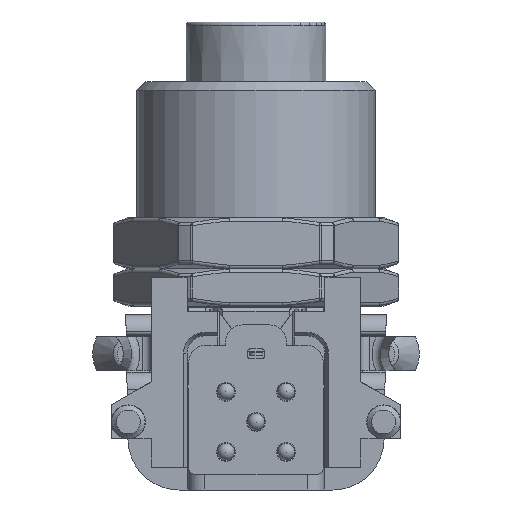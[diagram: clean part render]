
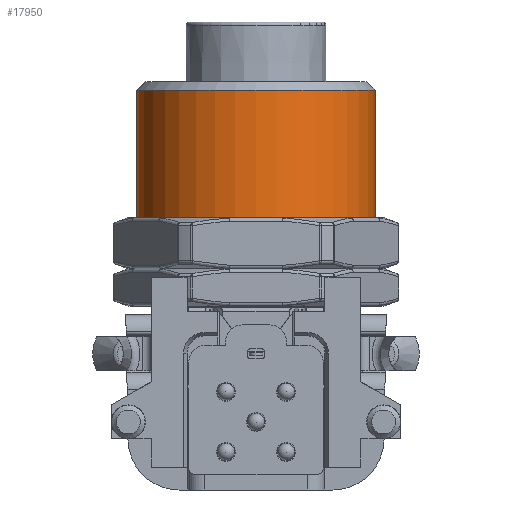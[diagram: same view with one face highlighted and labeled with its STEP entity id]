
A CAD part, front view. The second image highlights one B-rep face of the part: STEP entity #17950.
In plain terms, the highlighted cylindrical face has radius 7 mm (diameter 14 mm), a full revolution.
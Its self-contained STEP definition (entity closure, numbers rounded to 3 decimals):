
#3972=CYLINDRICAL_SURFACE('',#19508,7.);
#6224=ORIENTED_EDGE('',*,*,#10548,.F.);
#6225=ORIENTED_EDGE('',*,*,#10549,.T.);
#10548=EDGE_CURVE('',#12886,#12886,#14138,.T.);
#10549=EDGE_CURVE('',#12887,#12887,#14139,.T.);
#12886=VERTEX_POINT('',#34331);
#12887=VERTEX_POINT('',#34334);
#14138=CIRCLE('',#19507,7.);
#14139=CIRCLE('',#19509,7.);
#15283=EDGE_LOOP('',(#6224));
#15284=EDGE_LOOP('',(#6225));
#16602=FACE_BOUND('',#15283,.T.);
#16603=FACE_BOUND('',#15284,.T.);
#17950=ADVANCED_FACE('',(#16602,#16603),#3972,.T.);
#19507=AXIS2_PLACEMENT_3D('',#34330,#22716,#22717);
#19508=AXIS2_PLACEMENT_3D('',#34332,#22718,#22719);
#19509=AXIS2_PLACEMENT_3D('',#34333,#22720,#22721);
#22716=DIRECTION('',(0.,0.,1.));
#22717=DIRECTION('',(-1.,0.,0.));
#22718=DIRECTION('',(0.,0.,1.));
#22719=DIRECTION('',(0.,1.,0.));
#22720=DIRECTION('',(0.,0.,1.));
#22721=DIRECTION('',(0.,-1.,0.));
#34330=CARTESIAN_POINT('',(0.,0.,-4.));
#34331=CARTESIAN_POINT('',(-7.,0.,-4.));
#34332=CARTESIAN_POINT('',(0.,0.,-11.65));
#34333=CARTESIAN_POINT('',(0.,0.,-11.5));
#34334=CARTESIAN_POINT('',(0.,-7.,-11.5));
